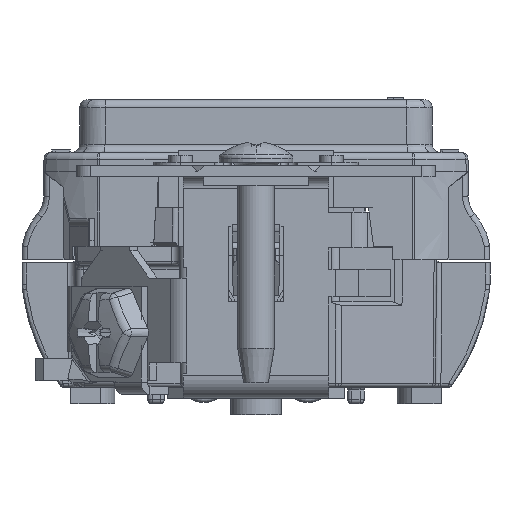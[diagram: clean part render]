
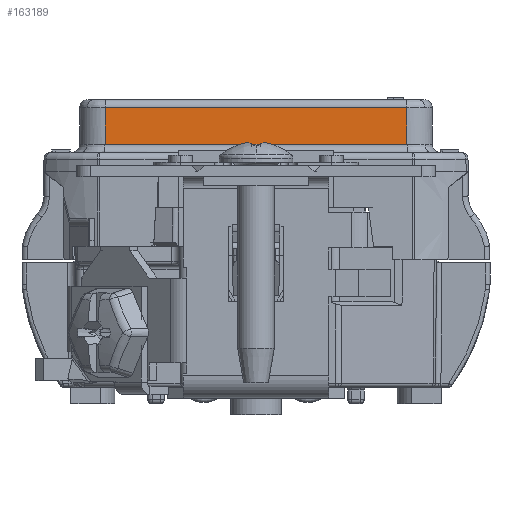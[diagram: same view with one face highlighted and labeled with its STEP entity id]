
A CAD part, front view. The second image highlights one B-rep face of the part: STEP entity #163189.
In plain terms, the highlighted planar face has unit normal (0, -1, 0.009).
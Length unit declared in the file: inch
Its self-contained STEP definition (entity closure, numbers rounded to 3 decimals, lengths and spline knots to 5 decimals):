
#1978 = FACE_OUTER_BOUND ( 'NONE', #179006, .T. ) ;
#3861 = DIRECTION ( 'NONE',  ( 0., -0.009, -1. ) ) ;
#5399 = AXIS2_PLACEMENT_3D ( 'NONE', #117820, #33074, #3861 ) ;
#19617 = CARTESIAN_POINT ( 'NONE',  ( 0.55191, -1.30491, 0.86844 ) ) ;
#33074 = DIRECTION ( 'NONE',  ( 0., -1., 0.009 ) ) ;
#33101 = EDGE_CURVE ( 'NONE', #50256, #62751, #126669, .T. ) ;
#33969 = DIRECTION ( 'NONE',  ( 1., 0., 0. ) ) ;
#34999 = ORIENTED_EDGE ( 'NONE', *, *, #33101, .T. ) ;
#36187 = DIRECTION ( 'NONE',  ( -0.009, -0.009, -1. ) ) ;
#37526 = DIRECTION ( 'NONE',  ( -0.009, 0.009, 1. ) ) ;
#40376 = VECTOR ( 'NONE', #33969, 39.37008 ) ;
#50256 = VERTEX_POINT ( 'NONE', #73038 ) ;
#55104 = CARTESIAN_POINT ( 'NONE',  ( 0.55174, -1.30474, 0.88774 ) ) ;
#58705 = CARTESIAN_POINT ( 'NONE',  ( 0.552, -1.30474, 0.88774 ) ) ;
#62751 = VERTEX_POINT ( 'NONE', #55104 ) ;
#63802 = VECTOR ( 'NONE', #37526, 39.37008 ) ;
#73038 = CARTESIAN_POINT ( 'NONE',  ( -0.55174, -1.30474, 0.88774 ) ) ;
#75675 = CARTESIAN_POINT ( 'NONE',  ( -0.55201, -1.30501, 0.85719 ) ) ;
#90466 = PLANE ( 'NONE',  #5399 ) ;
#95717 = DIRECTION ( 'NONE',  ( -1., 0., 0. ) ) ;
#99949 = ORIENTED_EDGE ( 'NONE', *, *, #175732, .T. ) ;
#106941 = ORIENTED_EDGE ( 'NONE', *, *, #148080, .T. ) ;
#108916 = CARTESIAN_POINT ( 'NONE',  ( -0.645, -1.30358, 1.02126 ) ) ;
#117820 = CARTESIAN_POINT ( 'NONE',  ( -0.645, -1.305, 0.858 ) ) ;
#118158 = LINE ( 'NONE', #75675, #143725 ) ;
#121926 = VECTOR ( 'NONE', #95717, 39.37008 ) ;
#126669 = LINE ( 'NONE', #58705, #40376 ) ;
#126759 = VERTEX_POINT ( 'NONE', #184048 ) ;
#143725 = VECTOR ( 'NONE', #36187, 39.37008 ) ;
#145135 = ORIENTED_EDGE ( 'NONE', *, *, #154539, .T. ) ;
#148080 = EDGE_CURVE ( 'NONE', #62751, #169082, #166677, .T. ) ;
#152705 = CARTESIAN_POINT ( 'NONE',  ( 0.55058, -1.30358, 1.02126 ) ) ;
#154539 = EDGE_CURVE ( 'NONE', #126759, #50256, #118158, .T. ) ;
#163189 = ADVANCED_FACE ( 'NONE', ( #1978 ), #90466, .T. ) ;
#166677 = LINE ( 'NONE', #19617, #63802 ) ;
#169082 = VERTEX_POINT ( 'NONE', #152705 ) ;
#175732 = EDGE_CURVE ( 'NONE', #169082, #126759, #181627, .T. ) ;
#179006 = EDGE_LOOP ( 'NONE', ( #145135, #34999, #106941, #99949 ) ) ;
#181627 = LINE ( 'NONE', #108916, #121926 ) ;
#184048 = CARTESIAN_POINT ( 'NONE',  ( -0.55058, -1.30358, 1.02126 ) ) ;
